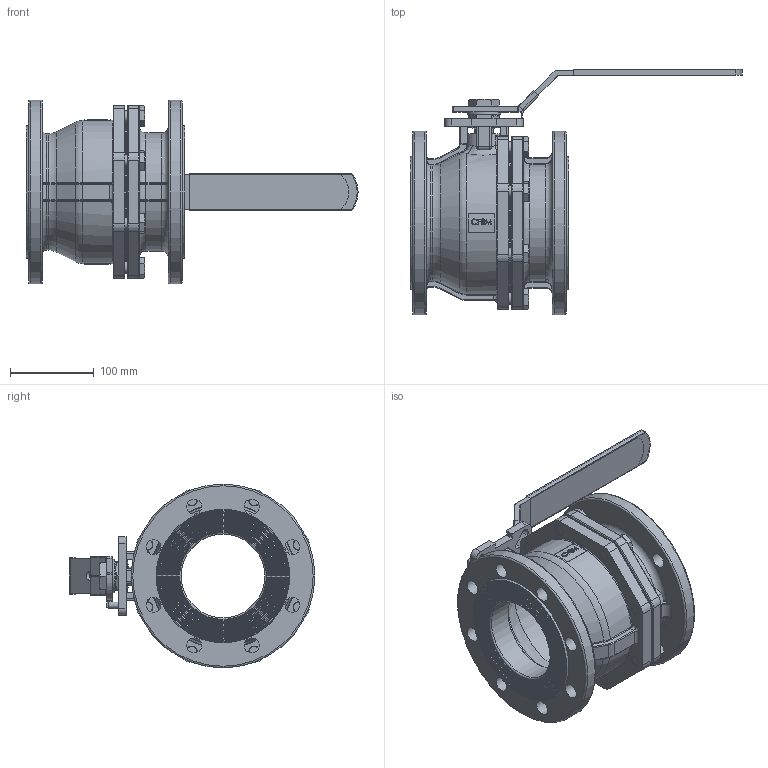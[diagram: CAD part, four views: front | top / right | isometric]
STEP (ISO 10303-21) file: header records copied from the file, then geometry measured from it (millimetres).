
FILE_DESCRIPTION(/* description */ ('Unknown'),/* implementation_level */ '2;1');
FILE_NAME(/* name */ '920-12',/* time_stamp */ '2022-07-01T08:55:00+02:00',/* author */ ('Unknown'),/* organization */ ('Unknown'),/* preprocessor_version */ 'ST-DEVELOPER v16.7',/* originating_system */ 'Solid Edge',/* authorisation */ 'Unknown');
FILE_SCHEMA (('AUTOMOTIVE_DESIGN {1 0 10303 214 3 1 1}'));
Products named in the file (13): 8M.220.100_WESA 920-12; MV-24D-DD-DN100; MV-24D-LZ-DN100; MV-24D-DW-DN100; MV-24D-ST-DN100; MV-24D-G(J)-DN100; MV-24D-FGM-DN100; MV-24D-FG-DN100; MV-24D-KZ-DN100; MV-24D-FS-DN100; MV-24D-T(J)-DN100; MV-24D-PD-DN100; MV-24D-S-DN100
Assembly tree (21 placements, depth 2):
  8M.220.100_WESA 920-12
    MV-24D-DD-DN100  x2
    MV-24D-LZ-DN100  x8
    MV-24D-DW-DN100
    MV-24D-ST-DN100
    MV-24D-G(J)-DN100
    MV-24D-FGM-DN100  x2
    MV-24D-FG-DN100
    MV-24D-KZ-DN100
    MV-24D-FS-DN100
    MV-24D-T(J)-DN100
    MV-24D-PD-DN100
    MV-24D-S-DN100
Bounding box: 397.5 x 294.16 x 220 mm (x, y, z)
Volume: 2564911.9 mm3; surface area: 533921.8 mm2
Topology: 21 solids, 21 shells, 1220 faces, 2896 edges, 1813 vertices
Faces by surface type: plane 484, cylinder 259, cone 231, bspline 180, torus 66
Full cylindrical faces by diameter (mm): 5 x1, 6 x1, 8.2 x1, 10 x1, 12.2 x8, 14 x8, 15.5 x8, 18 x12, 18.3 x1, 20.5 x2, 22 x3, 22.5 x1, 23 x2, 28 x2, 29 x1, 37 x2, 40 x1, 44 x1, 100 x2, 104 x2, 124 x2, 153.4 x1, 154 x1, 171.5 x1, 177.5 x2, 220 x2
Entity records: 68785 total; most frequent: CARTESIAN_POINT 45104, ORIENTED_EDGE 4720, DIRECTION 4413, EDGE_CURVE 2360, AXIS2_PLACEMENT_3D 1669, VERTEX_POINT 1621, EDGE_LOOP 1477, FACE_BOUND 1477
